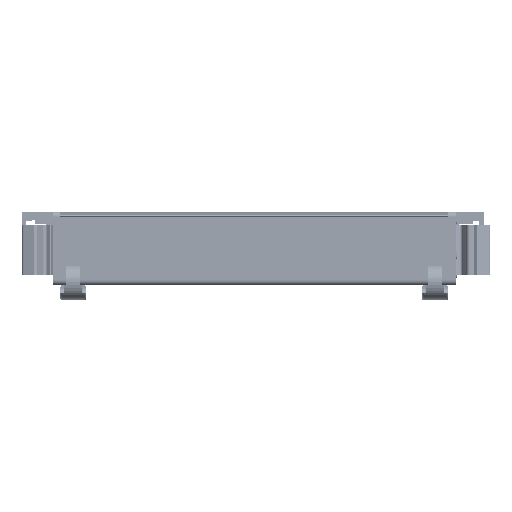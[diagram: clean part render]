
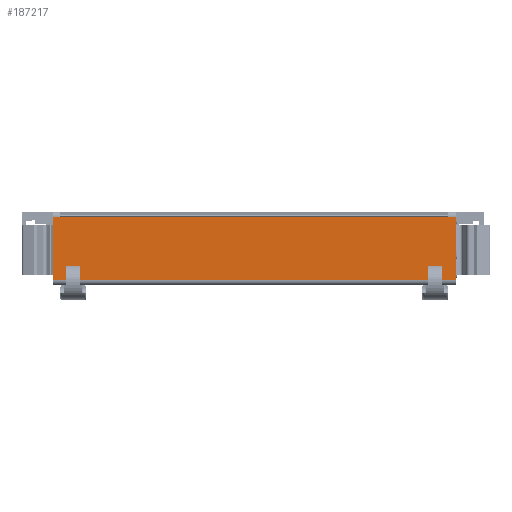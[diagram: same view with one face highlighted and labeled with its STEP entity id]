
A CAD part, left-side view. The second image highlights one B-rep face of the part: STEP entity #187217.
In plain terms, the highlighted planar face has unit normal (-1, 0, 0).
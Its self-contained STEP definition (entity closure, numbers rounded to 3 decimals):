
#36165=ORIENTED_EDGE('',*,*,#62420,.T.);
#36166=ORIENTED_EDGE('',*,*,#62199,.T.);
#36167=ORIENTED_EDGE('',*,*,#62497,.F.);
#36168=ORIENTED_EDGE('',*,*,#62499,.F.);
#36169=ORIENTED_EDGE('',*,*,#62500,.T.);
#36170=ORIENTED_EDGE('',*,*,#62501,.T.);
#36171=ORIENTED_EDGE('',*,*,#62502,.F.);
#36172=ORIENTED_EDGE('',*,*,#62477,.F.);
#36173=ORIENTED_EDGE('',*,*,#62443,.F.);
#36174=ORIENTED_EDGE('',*,*,#62433,.T.);
#36175=ORIENTED_EDGE('',*,*,#62431,.T.);
#36176=ORIENTED_EDGE('',*,*,#62429,.F.);
#36177=ORIENTED_EDGE('',*,*,#62427,.F.);
#36178=ORIENTED_EDGE('',*,*,#62425,.F.);
#36179=ORIENTED_EDGE('',*,*,#62454,.T.);
#36180=ORIENTED_EDGE('',*,*,#62423,.F.);
#62199=EDGE_CURVE('',#77447,#77448,#91245,.T.);
#62420=EDGE_CURVE('',#77554,#77447,#91422,.T.);
#62423=EDGE_CURVE('',#77554,#77555,#91423,.T.);
#62425=EDGE_CURVE('',#77556,#77557,#91424,.T.);
#62427=EDGE_CURVE('',#77557,#77558,#91425,.T.);
#62429=EDGE_CURVE('',#77558,#77559,#91427,.T.);
#62431=EDGE_CURVE('',#77560,#77559,#91429,.T.);
#62433=EDGE_CURVE('',#77561,#77560,#91430,.T.);
#62443=EDGE_CURVE('',#77561,#77565,#91437,.T.);
#62454=EDGE_CURVE('',#77556,#77555,#91440,.T.);
#62477=EDGE_CURVE('',#77565,#77591,#91452,.T.);
#62497=EDGE_CURVE('',#77595,#77448,#91471,.T.);
#62499=EDGE_CURVE('',#77596,#77595,#91472,.T.);
#62500=EDGE_CURVE('',#77596,#77597,#91473,.T.);
#62501=EDGE_CURVE('',#77597,#77598,#91474,.T.);
#62502=EDGE_CURVE('',#77591,#77598,#91475,.T.);
#77447=VERTEX_POINT('',#286716);
#77448=VERTEX_POINT('',#286717);
#77554=VERTEX_POINT('',#287163);
#77555=VERTEX_POINT('',#287167);
#77556=VERTEX_POINT('',#287171);
#77557=VERTEX_POINT('',#287173);
#77558=VERTEX_POINT('',#287177);
#77559=VERTEX_POINT('',#287181);
#77560=VERTEX_POINT('',#287185);
#77561=VERTEX_POINT('',#287189);
#77565=VERTEX_POINT('',#287205);
#77591=VERTEX_POINT('',#287272);
#77595=VERTEX_POINT('',#287312);
#77596=VERTEX_POINT('',#287317);
#77597=VERTEX_POINT('',#287319);
#77598=VERTEX_POINT('',#287321);
#91245=LINE('',#286715,#105721);
#91422=LINE('',#287162,#105898);
#91423=LINE('',#287168,#105899);
#91424=LINE('',#287172,#105900);
#91425=LINE('',#287176,#105901);
#91427=LINE('',#287180,#105903);
#91429=LINE('',#287184,#105905);
#91430=LINE('',#287188,#105906);
#91437=LINE('',#287204,#105913);
#91440=LINE('',#287224,#105916);
#91452=LINE('',#287271,#105928);
#91471=LINE('',#287311,#105947);
#91472=LINE('',#287316,#105948);
#91473=LINE('',#287318,#105949);
#91474=LINE('',#287320,#105950);
#91475=LINE('',#287322,#105951);
#105721=VECTOR('',#222610,1000.);
#105898=VECTOR('',#222993,1000.);
#105899=VECTOR('',#223000,1000.);
#105900=VECTOR('',#223005,1000.);
#105901=VECTOR('',#223010,1000.);
#105903=VECTOR('',#223014,1000.);
#105905=VECTOR('',#223018,1000.);
#105906=VECTOR('',#223023,1000.);
#105913=VECTOR('',#223040,1000.);
#105916=VECTOR('',#223061,1000.);
#105928=VECTOR('',#223107,1000.);
#105947=VECTOR('',#223160,1000.);
#105948=VECTOR('',#223167,1000.);
#105949=VECTOR('',#223168,1000.);
#105950=VECTOR('',#223169,1000.);
#105951=VECTOR('',#223170,1000.);
#115883=EDGE_LOOP('',(#36165,#36166,#36167,#36168,#36169,#36170,#36171,
#36172,#36173,#36174,#36175,#36176,#36177,#36178,#36179,#36180));
#123940=FACE_BOUND('',#115883,.T.);
#129570=PLANE('',#196518);
#187217=ADVANCED_FACE('',(#123940),#129570,.T.);
#196518=AXIS2_PLACEMENT_3D('',#287315,#223165,#223166);
#222610=DIRECTION('',(0.,-1.,0.));
#222993=DIRECTION('',(0.,0.,1.));
#223000=DIRECTION('',(0.,1.,0.));
#223005=DIRECTION('',(0.,-1.,0.));
#223010=DIRECTION('',(0.,0.,-1.));
#223014=DIRECTION('',(0.,-1.,0.));
#223018=DIRECTION('',(0.,0.,-1.));
#223023=DIRECTION('',(0.,1.,0.));
#223040=DIRECTION('',(0.,0.,-1.));
#223061=DIRECTION('',(0.,0.,-1.));
#223107=DIRECTION('',(0.,1.,0.));
#223160=DIRECTION('',(0.,0.,1.));
#223165=DIRECTION('',(-1.,0.,0.));
#223166=DIRECTION('',(0.,0.,1.));
#223167=DIRECTION('',(0.,1.,0.));
#223168=DIRECTION('',(0.,0.,1.));
#223169=DIRECTION('',(0.,-1.,0.));
#223170=DIRECTION('',(0.,0.,1.));
#286715=CARTESIAN_POINT('',(-13.075,55.663,-10.671));
#286716=CARTESIAN_POINT('',(-13.075,54.563,-10.671));
#286717=CARTESIAN_POINT('',(-13.075,51.763,-10.671));
#287162=CARTESIAN_POINT('',(-13.075,54.563,-14.45));
#287163=CARTESIAN_POINT('',(-13.075,54.563,-13.45));
#287167=CARTESIAN_POINT('',(-13.075,57.18,-13.45));
#287168=CARTESIAN_POINT('',(-13.075,50.6,-13.45));
#287171=CARTESIAN_POINT('',(-13.075,57.18,-1.));
#287172=CARTESIAN_POINT('',(-13.075,57.18,-1.));
#287173=CARTESIAN_POINT('',(-13.075,55.68,-1.));
#287176=CARTESIAN_POINT('',(-13.075,55.68,-13.45));
#287177=CARTESIAN_POINT('',(-13.075,55.68,-1.086));
#287180=CARTESIAN_POINT('',(-13.075,60.916,-1.086));
#287181=CARTESIAN_POINT('',(-13.075,-20.52,-1.086));
#287184=CARTESIAN_POINT('',(-13.075,-20.52,-1.));
#287185=CARTESIAN_POINT('',(-13.075,-20.52,-1.));
#287188=CARTESIAN_POINT('',(-13.075,-22.02,-1.));
#287189=CARTESIAN_POINT('',(-13.075,-22.02,-1.));
#287204=CARTESIAN_POINT('',(-13.075,-22.02,-1.));
#287205=CARTESIAN_POINT('',(-13.075,-22.02,-13.45));
#287224=CARTESIAN_POINT('',(-13.075,57.18,-1.));
#287271=CARTESIAN_POINT('',(-13.075,30.28,-13.45));
#287272=CARTESIAN_POINT('',(-13.075,-19.37,-13.45));
#287311=CARTESIAN_POINT('',(-13.075,51.763,-14.45));
#287312=CARTESIAN_POINT('',(-13.075,51.763,-13.45));
#287315=CARTESIAN_POINT('',(-13.075,4.88,0.));
#287316=CARTESIAN_POINT('',(-13.075,30.28,-13.45));
#287317=CARTESIAN_POINT('',(-13.075,-16.57,-13.45));
#287318=CARTESIAN_POINT('',(-13.075,-16.57,-14.45));
#287319=CARTESIAN_POINT('',(-13.075,-16.57,-10.671));
#287320=CARTESIAN_POINT('',(-13.075,-15.47,-10.671));
#287321=CARTESIAN_POINT('',(-13.075,-19.37,-10.671));
#287322=CARTESIAN_POINT('',(-13.075,-19.37,-14.45));
